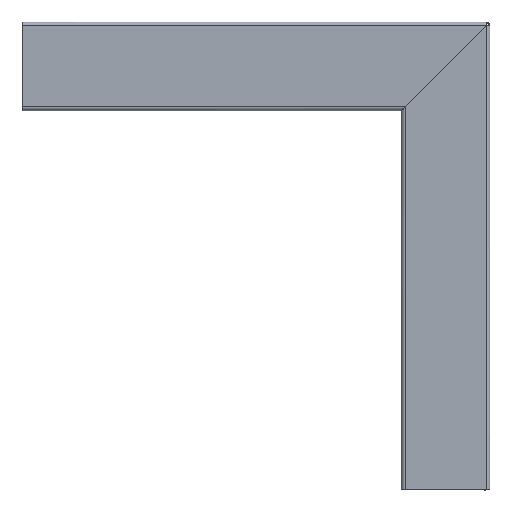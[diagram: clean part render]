
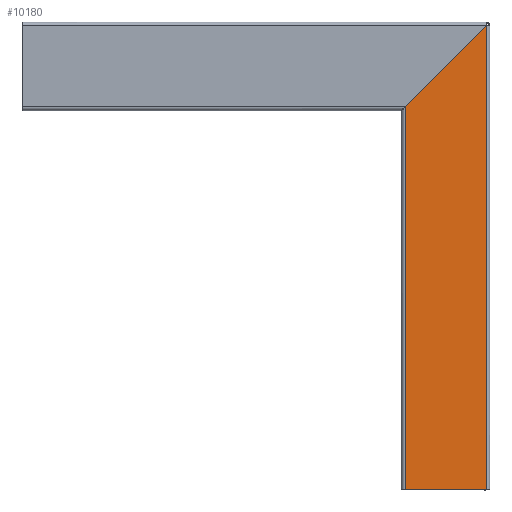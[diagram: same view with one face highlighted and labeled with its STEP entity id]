
A CAD part, front view. The second image highlights one B-rep face of the part: STEP entity #10180.
In plain terms, the highlighted planar face has unit normal (0, -1, 0).
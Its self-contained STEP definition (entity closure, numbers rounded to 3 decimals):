
#457 = VECTOR ( 'NONE', #17420, 1000. ) ;
#891 = ORIENTED_EDGE ( 'NONE', *, *, #5826, .T. ) ;
#1452 = EDGE_CURVE ( 'NONE', #2035, #7935, #11725, .T. ) ;
#2035 = VERTEX_POINT ( 'NONE', #8081 ) ;
#2827 = ORIENTED_EDGE ( 'NONE', *, *, #7713, .F. ) ;
#3342 = CARTESIAN_POINT ( 'NONE',  ( 67., -75., -368.5 ) ) ;
#3603 = DIRECTION ( 'NONE',  ( 0., -1., 0. ) ) ;
#3644 = AXIS2_PLACEMENT_3D ( 'NONE', #4591, #3603, #13185 ) ;
#4095 = EDGE_CURVE ( 'NONE', #13416, #8212, #4237, .T. ) ;
#4237 = LINE ( 'NONE', #12224, #5511 ) ;
#4591 = CARTESIAN_POINT ( 'NONE',  ( 3., -75., 368.5 ) ) ;
#4599 = FACE_OUTER_BOUND ( 'NONE', #14125, .T. ) ;
#5511 = VECTOR ( 'NONE', #14914, 1000. ) ;
#5826 = EDGE_CURVE ( 'NONE', #2035, #8212, #15008, .T. ) ;
#6150 = ORIENTED_EDGE ( 'NONE', *, *, #4095, .F. ) ;
#6449 = DIRECTION ( 'NONE',  ( 0., 0., -1. ) ) ;
#7713 = EDGE_CURVE ( 'NONE', #7935, #13416, #15756, .T. ) ;
#7935 = VERTEX_POINT ( 'NONE', #10273 ) ;
#7936 = CARTESIAN_POINT ( 'NONE',  ( 220.262, -75., 151.238 ) ) ;
#8081 = CARTESIAN_POINT ( 'NONE',  ( 3., -75., -66.024 ) ) ;
#8212 = VERTEX_POINT ( 'NONE', #13858 ) ;
#8317 = VECTOR ( 'NONE', #12064, 1000. ) ;
#9219 = CARTESIAN_POINT ( 'NONE',  ( 3., -75., 368.5 ) ) ;
#10180 = ADVANCED_FACE ( 'NONE', ( #4599 ), #11848, .T. ) ;
#10273 = CARTESIAN_POINT ( 'NONE',  ( 67., -75., -2.024 ) ) ;
#11725 = LINE ( 'NONE', #7936, #457 ) ;
#11848 = PLANE ( 'NONE',  #3644 ) ;
#12064 = DIRECTION ( 'NONE',  ( 0., 0., -1. ) ) ;
#12224 = CARTESIAN_POINT ( 'NONE',  ( 3., -75., -368.5 ) ) ;
#12286 = VECTOR ( 'NONE', #6449, 1000. ) ;
#13185 = DIRECTION ( 'NONE',  ( 0., 0., -1. ) ) ;
#13416 = VERTEX_POINT ( 'NONE', #3342 ) ;
#13858 = CARTESIAN_POINT ( 'NONE',  ( 3., -75., -368.5 ) ) ;
#14125 = EDGE_LOOP ( 'NONE', ( #16957, #891, #6150, #2827 ) ) ;
#14749 = CARTESIAN_POINT ( 'NONE',  ( 67., -75., 368.5 ) ) ;
#14914 = DIRECTION ( 'NONE',  ( -1., 0., 0. ) ) ;
#15008 = LINE ( 'NONE', #9219, #12286 ) ;
#15756 = LINE ( 'NONE', #14749, #8317 ) ;
#16957 = ORIENTED_EDGE ( 'NONE', *, *, #1452, .F. ) ;
#17420 = DIRECTION ( 'NONE',  ( 0.707, 0., 0.707 ) ) ;
